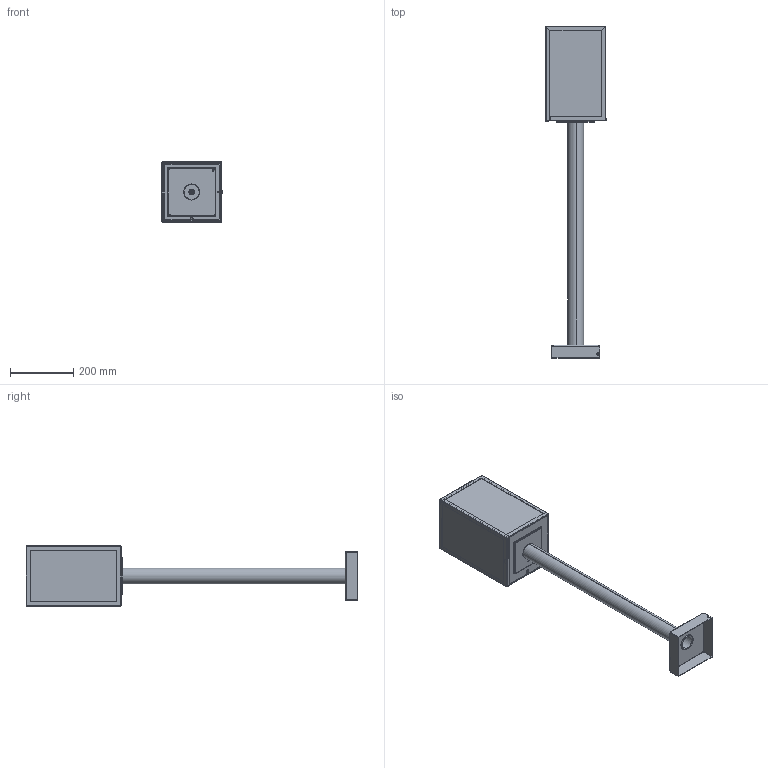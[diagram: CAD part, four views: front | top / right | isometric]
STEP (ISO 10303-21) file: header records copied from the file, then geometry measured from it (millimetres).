
FILE_DESCRIPTION (( 'STEP AP203' ), '1' );
FILE_NAME ('Lofoten 1946.STEP', '2025-10-22T10:14:50', ( '' ), ( '' ), 'SwSTEP 2.0', 'SolidWorks 2024', '' );
FILE_SCHEMA (( 'CONFIG_CONTROL_DESIGN' ));
Length unit declared in the file: millimetre
Products named in the file (18): M115 Lof na ram_Klosz obud_rs_M141_rs; M4 nakrętka okrągła wciskana_rs; M10x1 NISKA_rs; M141_Osłona dolna_rs_W1_1,5mm; M115 Lof na ram_Szyba bocz_rs_Z wycięciem 5; M141_Słupekl kom_rs_W3; M115 Lof na ram_Szyba bocz_rs_Bez wycięcia 4; M115 Lof na ram_Szybka dolna_rs_[4]; WKR DOCIS M8x_rs_WKR DOC M8x10_rs; M141_R  1_rs_W2; M115 Lof na ram_Bla moc_rs_M141 ark.1 W3; M141_Słupekl spaw_rs_W4; toothed lock washer 1_din_DIN 6797-A10.5; Wkręt walc imb_M4x_rs_M4 x 12; M141_Osłon dol spaw_rs_W3; M115 Lof na ram_Klosz kom_rs_M141_rs; NYPEL SPŁASZCZONY M10x1x_rs_M10x1x20; Lofoten 1946
Assembly tree (19 placements, depth 5):
  Lofoten 1946
    M141_Słupekl kom_rs_W3
      M141_Słupekl spaw_rs_W4
        M141_Osłon dol spaw_rs_W3
          M141_Osłona dolna_rs_W1_1,5mm
        M141_R  1_rs_W2
        M115 Lof na ram_Bla moc_rs_M141 ark.1 W3
      NYPEL SPŁASZCZONY M10x1x_rs_M10x1x20
      M10x1 NISKA_rs
      toothed lock washer 1_din_DIN 6797-A10.5
    WKR DOCIS M8x_rs_WKR DOC M8x10_rs
    M115 Lof na ram_Klosz kom_rs_M141_rs
      M115 Lof na ram_Klosz obud_rs_M141_rs
      M115 Lof na ram_Szybka dolna_rs_[4]
      M115 Lof na ram_Szyba bocz_rs_Bez wycięcia 4  x3
      M115 Lof na ram_Szyba bocz_rs_Z wycięciem 5
      M4 nakrętka okrągła wciskana_rs
    Wkręt walc imb_M4x_rs_M4 x 12
Bounding box: 192.14 x 1049.35 x 190.04 mm (x, y, z)
Volume: 1345842.1 mm3; surface area: 1060931.6 mm2
Topology: 15 solids, 15 shells, 862 faces, 2303 edges, 1468 vertices
Faces by surface type: plane 533, cone 136, cylinder 129, bspline 52, sphere 10, torus 2
Entity records: 30189 total; most frequent: CARTESIAN_POINT 7996, ORIENTED_EDGE 4490, DIRECTION 3962, EDGE_CURVE 2245, VERTEX_POINT 1436, LINE 1386, VECTOR 1386, AXIS2_PLACEMENT_3D 1288
